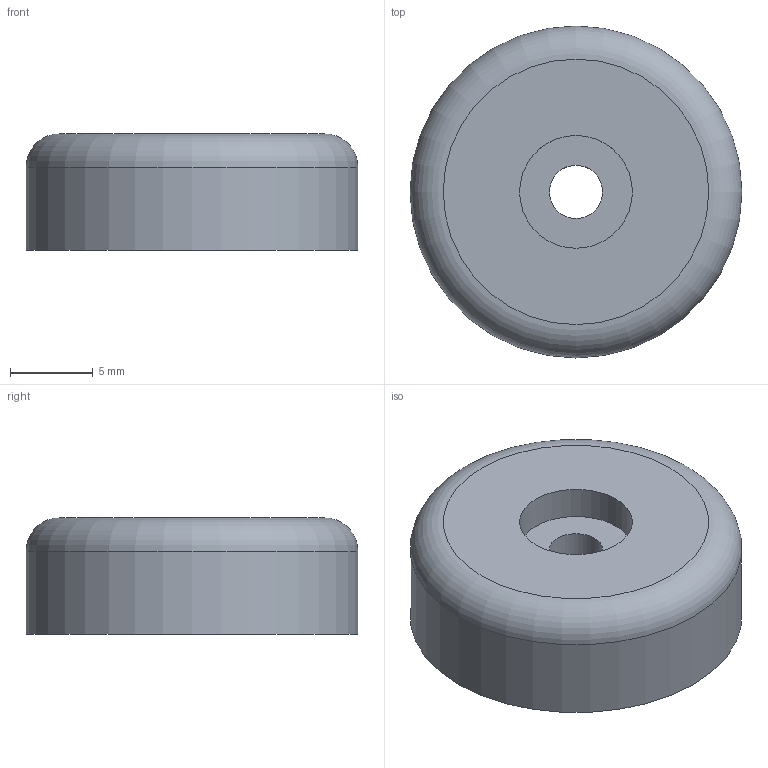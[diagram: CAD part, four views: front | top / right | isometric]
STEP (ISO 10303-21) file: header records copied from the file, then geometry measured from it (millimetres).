
FILE_DESCRIPTION(('FreeCAD Model'),'2;1');
FILE_NAME('Pivot-Blockage.step','2015-11-25T22:46:18',('Author'),(''), 'Open CASCADE STEP processor 6.8','FreeCAD','Unknown');
FILE_SCHEMA(('AUTOMOTIVE_DESIGN_CC2 { 1 2 10303 214 -1 1 5 4 }'));
Length unit declared in the file: millimetre
Products named in the file (2): ASSEMBLY; Fillet001
Assembly tree (1 placements, depth 2):
  ASSEMBLY
    Fillet001
Bounding box: 20 x 20 x 7 mm (x, y, z)
Volume: 1963.8 mm3; surface area: 1109.7 mm2
Topology: 1 solids, 1 shells, 10 faces, 16 edges, 10 vertices
Faces by surface type: cylinder 4, plane 4, torus 2
Full cylindrical faces by diameter (mm): 3.2 x1, 6.2 x1, 6.8 x1, 20 x1
Entity records: 501 total; most frequent: CARTESIAN_POINT 110, DIRECTION 74, ORIENTED_EDGE 32, PCURVE 32, DEFINITIONAL_REPRESENTATION 32, AXIS2_PLACEMENT_3D 24, LINE 24, VECTOR 24
